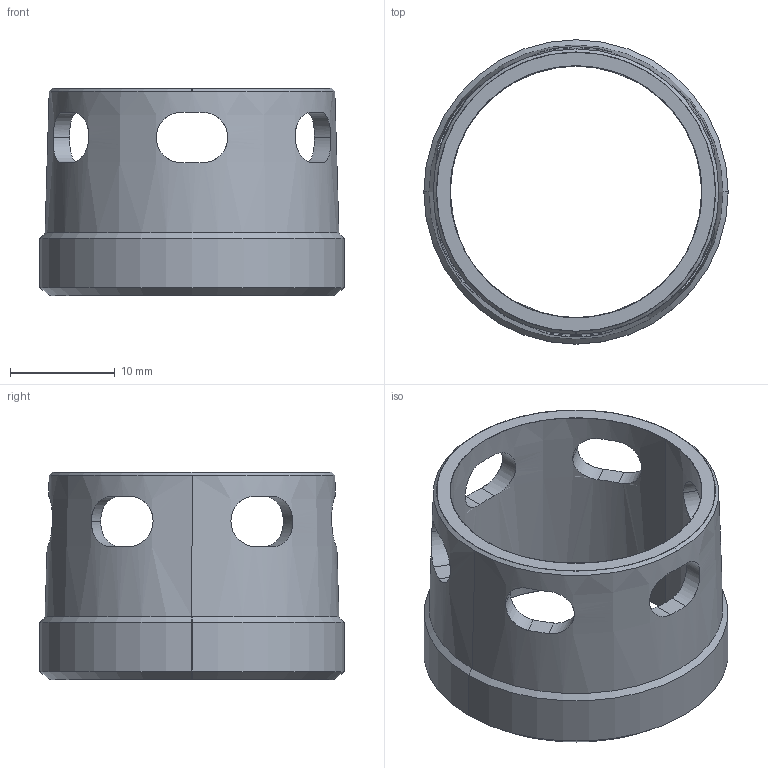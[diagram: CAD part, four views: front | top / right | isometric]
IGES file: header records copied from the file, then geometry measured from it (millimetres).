
Start section: SolidWorks IGES file using analytic representation for surfaces
Global section: file name: 115_AW-F2.IGS; native system: SolidWorks 2019; preprocessor: SolidWorks 2019; author: 1003660; date: 210115.170918; units: millimetre
Bounding box: 29 x 29 x 19.8 mm (x, y, z)
Surface area: 3394.8 mm2 (no closed solid volume)
Topology: 0 solids, 0 shells, 42 faces, 1052 edges, 1052 vertices
Faces by surface type: revolution 28, bspline 14
